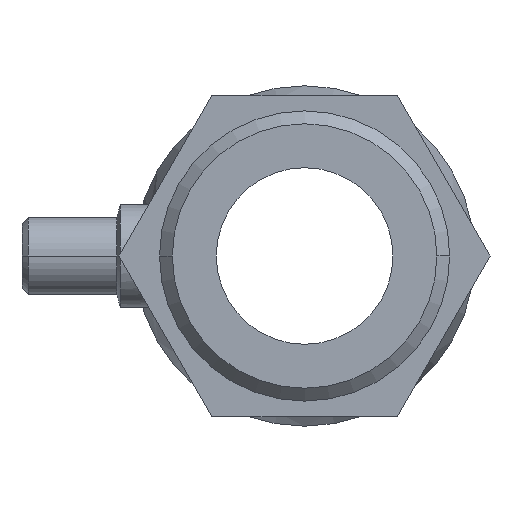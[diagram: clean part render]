
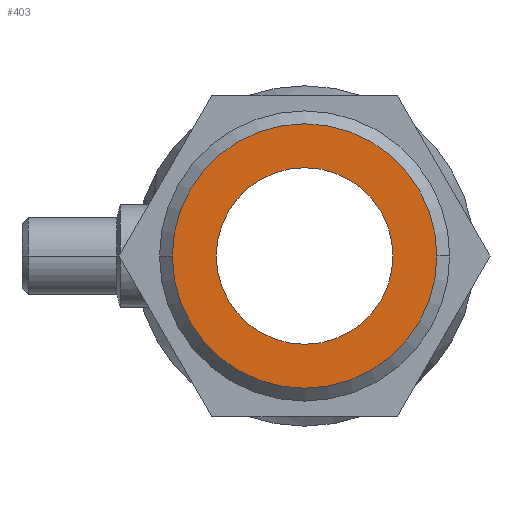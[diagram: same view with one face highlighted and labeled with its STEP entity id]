
A CAD part, left-side view. The second image highlights one B-rep face of the part: STEP entity #403.
In plain terms, the highlighted planar face has unit normal (-1, 0, 0).
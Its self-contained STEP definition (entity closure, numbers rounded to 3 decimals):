
#343 = VERTEX_POINT( '', #989 );
#403 = ADVANCED_FACE( '', ( #1056, #1057 ), #1058, .T. );
#537 = EDGE_CURVE( '', #561, #719, #1203, .T. );
#541 = VERTEX_POINT( '', #1207 );
#557 = EDGE_CURVE( '', #719, #561, #1226, .T. );
#561 = VERTEX_POINT( '', #1231 );
#719 = VERTEX_POINT( '', #1408 );
#721 = EDGE_CURVE( '', #541, #343, #1410, .T. );
#747 = EDGE_CURVE( '', #343, #541, #1442, .T. );
#989 = CARTESIAN_POINT( '', ( -102., -20.591, 0. ) );
#1056 = FACE_BOUND( '', #1797, .T. );
#1057 = FACE_OUTER_BOUND( '', #1798, .T. );
#1058 = PLANE( '', #1799 );
#1203 = CIRCLE( '', #2010, 13.75 );
#1207 = CARTESIAN_POINT( '', ( -102., 20.591, 0. ) );
#1226 = CIRCLE( '', #2061, 13.75 );
#1231 = CARTESIAN_POINT( '', ( -102., 13.75, 0. ) );
#1408 = CARTESIAN_POINT( '', ( -102., -13.75, 0. ) );
#1410 = CIRCLE( '', #2384, 20.591 );
#1442 = CIRCLE( '', #2438, 20.591 );
#1797 = EDGE_LOOP( '', ( #2994, #2995 ) );
#1798 = EDGE_LOOP( '', ( #2996, #2997 ) );
#1799 = AXIS2_PLACEMENT_3D( '', #2998, #2999, #3000 );
#2010 = AXIS2_PLACEMENT_3D( '', #3161, #3162, #3163 );
#2061 = AXIS2_PLACEMENT_3D( '', #3191, #3192, #3193 );
#2384 = AXIS2_PLACEMENT_3D( '', #3410, #3411, #3412 );
#2438 = AXIS2_PLACEMENT_3D( '', #3462, #3463, #3464 );
#2994 = ORIENTED_EDGE( '', *, *, #537, .T. );
#2995 = ORIENTED_EDGE( '', *, *, #557, .T. );
#2996 = ORIENTED_EDGE( '', *, *, #721, .T. );
#2997 = ORIENTED_EDGE( '', *, *, #747, .T. );
#2998 = CARTESIAN_POINT( '', ( -102., 10.296, 0. ) );
#2999 = DIRECTION( '', ( -1., 0., 0. ) );
#3000 = DIRECTION( '', ( 0., 1., 0. ) );
#3161 = CARTESIAN_POINT( '', ( -102., 0., 0. ) );
#3162 = DIRECTION( '', ( 1., 0., 0. ) );
#3163 = DIRECTION( '', ( 0., 1., 0. ) );
#3191 = CARTESIAN_POINT( '', ( -102., 0., 0. ) );
#3192 = DIRECTION( '', ( 1., 0., 0. ) );
#3193 = DIRECTION( '', ( 0., 1., 0. ) );
#3410 = CARTESIAN_POINT( '', ( -102., 0., 0. ) );
#3411 = DIRECTION( '', ( -1., 0., 0. ) );
#3412 = DIRECTION( '', ( 0., 1., 0. ) );
#3462 = CARTESIAN_POINT( '', ( -102., 0., 0. ) );
#3463 = DIRECTION( '', ( -1., 0., 0. ) );
#3464 = DIRECTION( '', ( 0., 1., 0. ) );
